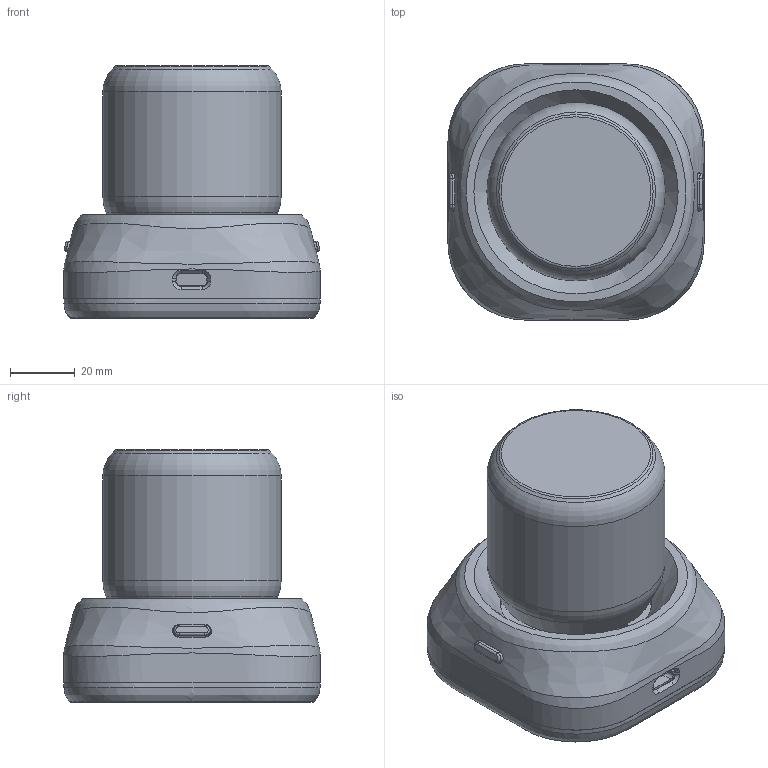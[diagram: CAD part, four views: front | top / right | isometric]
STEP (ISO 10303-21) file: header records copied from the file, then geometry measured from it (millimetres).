
FILE_DESCRIPTION(/* description */ ('STEP AP242','CAx-IF Rec.Pracs.---Representation and Presentation of Product Manufacturing Information (PMI)---4.0---2014-10-13','CAx-IF Rec.Pracs.---3D Tessellated Geometry---0.4---2014-09-14','2;1'),/* implementation_level */ '2;1');
FILE_NAME(/* name */ '64aac5b99f7aa214c988ebfb',/* time_stamp */ '2023-07-09T14:35:39Z',/* author */ (''),/* organization */ (''),/* preprocessor_version */ 'ST-DEVELOPER v19.4',/* originating_system */ ' ',/* authorisation */ ' ');
FILE_SCHEMA (('AP242_MANAGED_MODEL_BASED_3D_ENGINEERING_MIM_LF { 1 0 10303 442 1 1 4 }'));
Length unit declared in the file: metre
Products named in the file (9): Stem_middle; Base_middle_plate; Buttons(Mirror); Buttons; Knob; Stem_bottom; Stem_top; Base_bottom; Base_top
Bounding box: 79 x 79 x 78 mm (x, y, z)
Volume: 112694.9 mm3; surface area: 99143.2 mm2
Topology: 9 solids, 9 shells, 799 faces, 2178 edges, 1419 vertices
Faces by surface type: plane 381, cylinder 222, cone 76, bspline 70, torus 46, sphere 4
Full cylindrical faces by diameter (mm): 2.9 x4, 3 x6, 3.3 x18, 3.5 x4, 4 x6, 4.2 x11, 6 x11, 8.4 x4, 9.25 x6, 11 x1, 13.2 x1, 47 x1, 50.073 x1, 52.6 x1, 55 x1
Entity records: 33625 total; most frequent: CARTESIAN_POINT 14654, ORIENTED_EDGE 3910, DIRECTION 3582, EDGE_CURVE 1955, VERTEX_POINT 1373, AXIS2_PLACEMENT_3D 1289, FACE_BOUND 1062, EDGE_LOOP 1045
